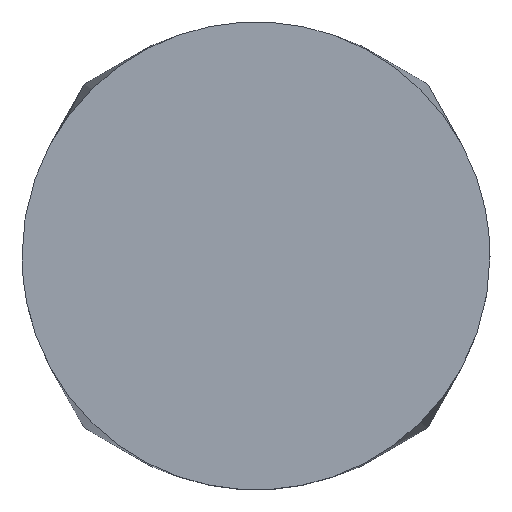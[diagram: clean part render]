
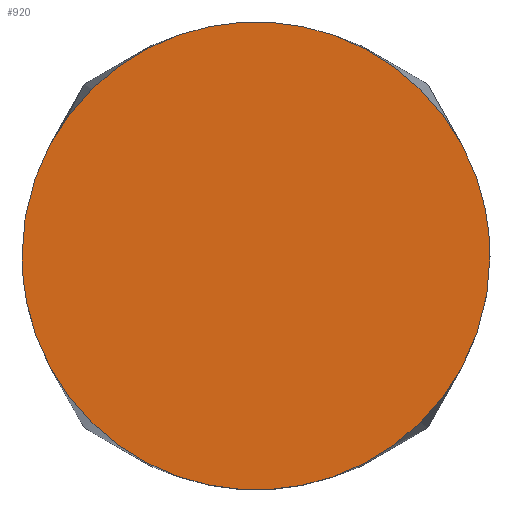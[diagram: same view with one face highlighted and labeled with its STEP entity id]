
A CAD part, top view. The second image highlights one B-rep face of the part: STEP entity #920.
In plain terms, the highlighted free-form (B-spline) face has degree [1, 1] with [2, 2] control points.
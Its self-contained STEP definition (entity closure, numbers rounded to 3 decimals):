
#874=CARTESIAN_POINT('',(-5.292,0.0,73.));
#875=VERTEX_POINT('',#874);
#876=CARTESIAN_POINT('',(5.292,0.0,73.));
#877=VERTEX_POINT('',#876);
#878=CARTESIAN_POINT('',(-5.292,0.0,73.));
#879=CARTESIAN_POINT('',(-5.292,5.292,73.));
#880=CARTESIAN_POINT('',(0.0,5.292,73.));
#881=CARTESIAN_POINT('',(5.292,5.292,73.));
#882=CARTESIAN_POINT('',(5.292,0.0,73.));
#890=(BOUNDED_CURVE()B_SPLINE_CURVE(2,(#878,#879,#880,#881,#882),.UNSPECIFIED.,.F.,.U.)B_SPLINE_CURVE_WITH_KNOTS((3,2,3),(0.0,0.25,0.5),.UNSPECIFIED.)CURVE()GEOMETRIC_REPRESENTATION_ITEM()RATIONAL_B_SPLINE_CURVE((1.0,0.707,1.0,0.707,1.0))REPRESENTATION_ITEM(''));
#891=EDGE_CURVE('',#875,#877,#890,.T.);
#893=CARTESIAN_POINT('',(5.292,0.0,73.));
#894=CARTESIAN_POINT('',(5.292,-5.292,73.));
#895=CARTESIAN_POINT('',(0.0,-5.292,73.));
#896=CARTESIAN_POINT('',(-5.292,-5.292,73.));
#897=CARTESIAN_POINT('',(-5.292,0.0,73.));
#905=(BOUNDED_CURVE()B_SPLINE_CURVE(2,(#893,#894,#895,#896,#897),.UNSPECIFIED.,.F.,.U.)B_SPLINE_CURVE_WITH_KNOTS((3,2,3),(0.5,0.75,1.0),.UNSPECIFIED.)CURVE()GEOMETRIC_REPRESENTATION_ITEM()RATIONAL_B_SPLINE_CURVE((1.0,0.707,1.0,0.707,1.0))REPRESENTATION_ITEM(''));
#906=EDGE_CURVE('',#877,#875,#905,.T.);
#911=CARTESIAN_POINT('',(5.82,-5.82,73.));
#912=CARTESIAN_POINT('',(-5.82,-5.82,73.));
#913=CARTESIAN_POINT('',(5.82,5.82,73.));
#914=CARTESIAN_POINT('',(-5.82,5.82,73.));
#915=B_SPLINE_SURFACE_WITH_KNOTS('',1,1,((#911,#913),(#912,#914)),.UNSPECIFIED.,.F.,.F.,.U.,(2,2),(2,2),(0.0,11.64),(0.0,11.64),.UNSPECIFIED.);
#916=ORIENTED_EDGE('',*,*,#906,.F.);
#917=ORIENTED_EDGE('',*,*,#891,.F.);
#918=EDGE_LOOP('',(#916,#917));
#919=FACE_OUTER_BOUND('',#918,.T.);
#920=ADVANCED_FACE('',(#919),#915,.F.);
